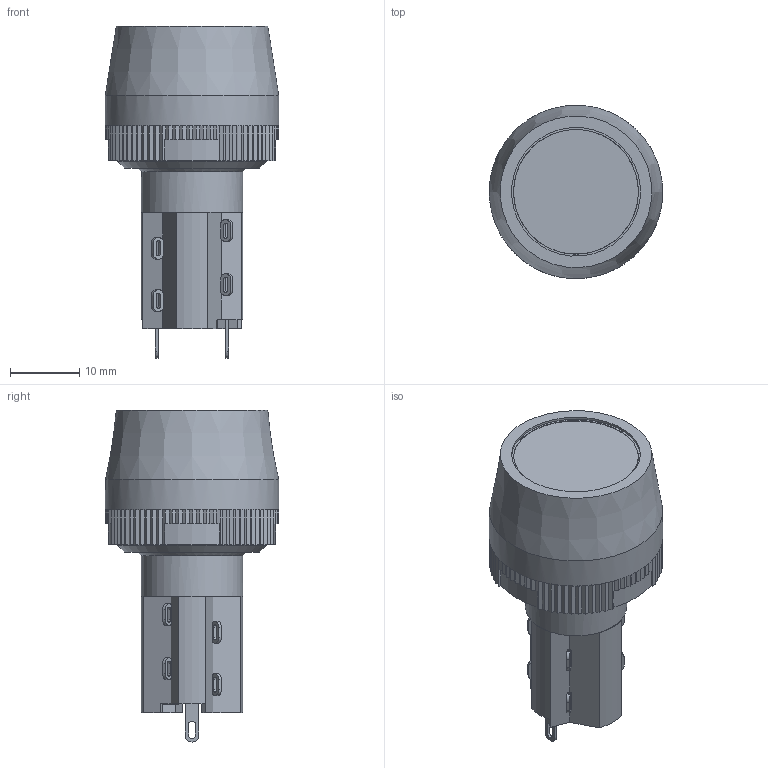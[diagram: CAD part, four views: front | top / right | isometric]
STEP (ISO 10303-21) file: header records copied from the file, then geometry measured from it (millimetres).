
FILE_DESCRIPTION((' '),'2;1');
FILE_NAME('LASxxV12xxxxxxx.stp','2017-07-26T16:10:01',(' '),(' '),' ','ACIS',' ');
FILE_SCHEMA(('CONFIG_CONTROL_DESIGN'));
Length unit declared in the file: inch
Products named in the file (1): LASxxV12xxxxxxx.stp
Bounding box: 25 x 25 x 47.88 mm (x, y, z)
Volume: 9606.3 mm3; surface area: 6939.2 mm2
Topology: 1 solids, 14 shells, 705 faces, 1940 edges, 1284 vertices
Faces by surface type: plane 520, cylinder 122, bspline 55, cone 5, torus 3
Full cylindrical faces by diameter (mm): 3.2 x2, 3.5 x1, 7 x1, 13 x1, 14 x1, 14.5 x1, 14.6 x1, 18 x1, 18.3 x1, 18.575 x1, 20 x1, 21 x1, 21.5 x2, 22 x1, 23 x1, 25 x1
Entity records: 22617 total; most frequent: CARTESIAN_POINT 4597, ORIENTED_EDGE 3812, DIRECTION 3562, EDGE_CURVE 1906, VECTOR 1340, LINE 1340, VERTEX_POINT 1276, AXIS2_PLACEMENT_3D 1111
